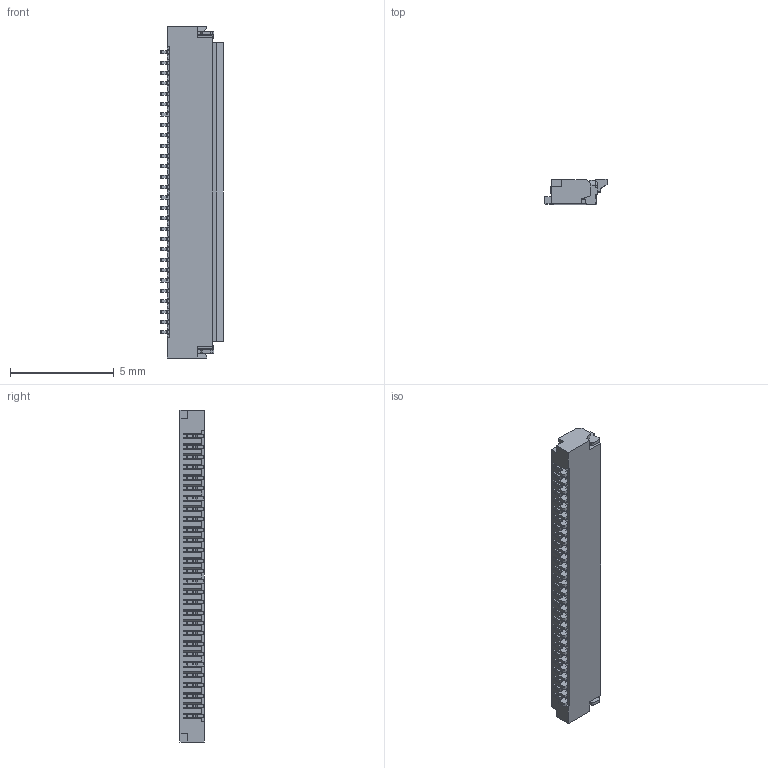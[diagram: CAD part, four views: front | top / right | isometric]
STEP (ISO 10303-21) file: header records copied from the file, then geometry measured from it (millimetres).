
FILE_DESCRIPTION(('OneSpaceDesigner STEP Export'),'2;1');
FILE_NAME('FH33-28S-0.5SH.stp','2007-09-22T11:24:15',(''),(''),'OneSpace Designer STEP processor for AP214 (Solid Model)','OneSpace Modeling 15.00A 14-Mar-2007 (C) CoCreate Software GmbH','');
FILE_SCHEMA(('AUTOMOTIVE_DESIGN { 1 0 10303 214 1 1 1 1 }'));
Length unit declared in the file: millimetre
Products named in the file (2): FH33-28S-0.5SH
Assembly tree (1 placements, depth 2):
  FH33-28S-0.5SH
    FH33-28S-0.5SH
Bounding box: 3 x 1.22 x 16 mm (x, y, z)
Volume: 31.4 mm3; surface area: 209.8 mm2
Topology: 1 solids, 1 shells, 954 faces, 2818 edges, 1866 vertices
Faces by surface type: plane 812, cylinder 138, cone 4
Entity records: 30028 total; most frequent: ORIENTED_EDGE 5636, CARTESIAN_POINT 5343, DIRECTION 4506, EDGE_CURVE 2818, VECTOR 2448, LINE 2448, VERTEX_POINT 1866, AXIS2_PLACEMENT_3D 1029
